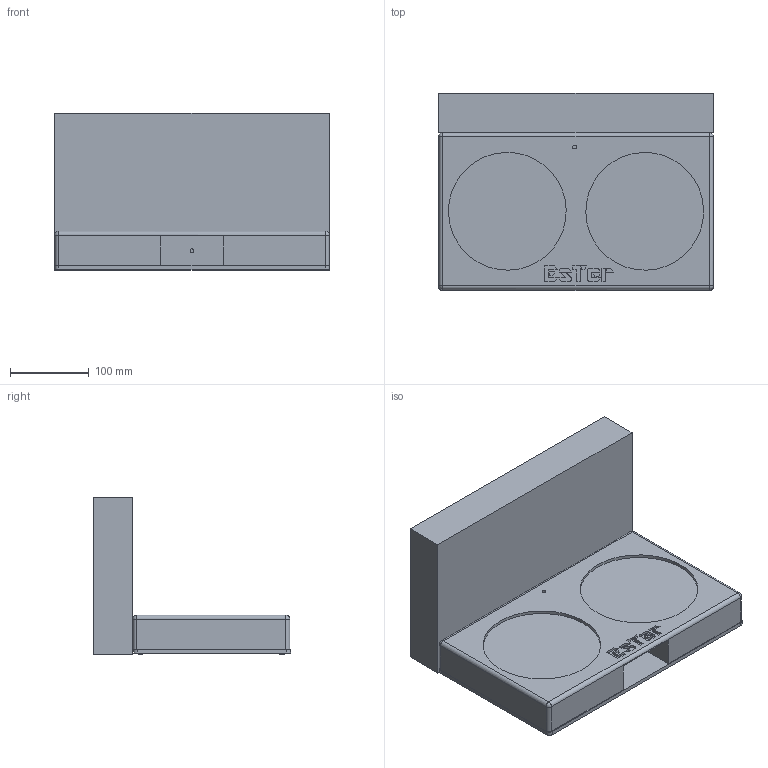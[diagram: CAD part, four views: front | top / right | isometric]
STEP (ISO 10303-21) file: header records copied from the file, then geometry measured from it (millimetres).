
FILE_DESCRIPTION(('CATIA V5 STEP Exchange'),'2;1');
FILE_NAME('BASE_IMP_1.stp','2019-10-12T14:57:53+00:00',('none'),('none'),'CATIA Version 5 Release 19 SP 8 (IN-10)','CATIA V5 STEP AP203','none');
FILE_SCHEMA(('CONFIG_CONTROL_DESIGN'));
Length unit declared in the file: millimetre
Products named in the file (1): Base+3m
Assembly tree (10 placements, depth 2):
  Base+3m
    #58
    #10890
    #11726  x4
    #12319  x4
Bounding box: 350 x 251.01 x 200.17 mm (x, y, z)
Volume: 4376677.3 mm3; surface area: 587165.8 mm2
Topology: 10 solids, 10 shells, 554 faces, 1441 edges, 925 vertices
Faces by surface type: plane 410, cylinder 92, cone 32, sphere 12, torus 8
Entity records: 13112 total; most frequent: CARTESIAN_POINT 2590, ORIENTED_EDGE 2314, DIRECTION 1809, EDGE_CURVE 1157, VECTOR 977, LINE 977, VERTEX_POINT 757, AXIS2_PLACEMENT_3D 490
